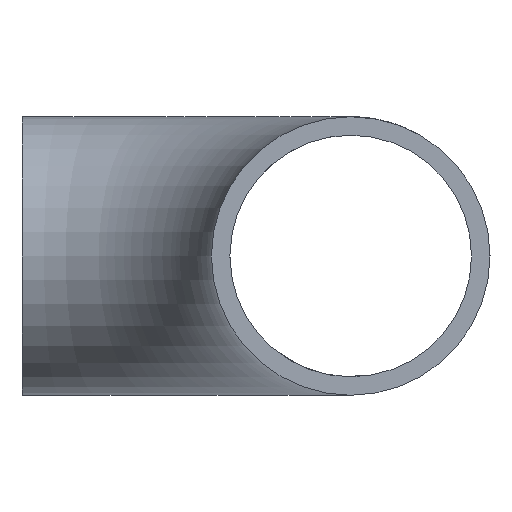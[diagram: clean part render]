
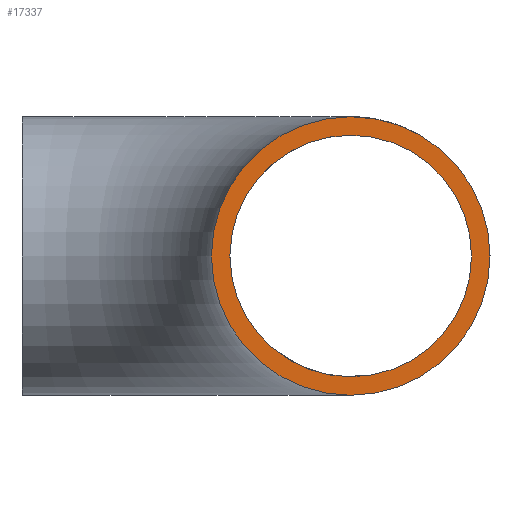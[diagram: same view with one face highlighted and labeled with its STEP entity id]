
A CAD part, left-side view. The second image highlights one B-rep face of the part: STEP entity #17337.
In plain terms, the highlighted planar face has unit normal (-1, 0, 0).
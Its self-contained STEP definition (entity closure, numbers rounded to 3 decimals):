
#159 = CARTESIAN_POINT ( 'NONE',  ( 0., 0., 0. ) ) ;
#647 = DIRECTION ( 'NONE',  ( 0., 0., -1. ) ) ;
#769 = AXIS2_PLACEMENT_3D ( 'NONE', #17819, #13621, #14814 ) ;
#893 = FACE_OUTER_BOUND ( 'NONE', #11582, .T. ) ;
#1465 = CIRCLE ( 'NONE', #11899, 24.15 ) ;
#2245 = EDGE_LOOP ( 'NONE', ( #13818, #10570 ) ) ;
#2391 = CARTESIAN_POINT ( 'NONE',  ( 0., 0., -24.15 ) ) ;
#2501 = CIRCLE ( 'NONE', #3371, 24.15 ) ;
#3371 = AXIS2_PLACEMENT_3D ( 'NONE', #159, #4115, #8468 ) ;
#3430 = ORIENTED_EDGE ( 'NONE', *, *, #3691, .F. ) ;
#3457 = DIRECTION ( 'NONE',  ( 1., 0., 0. ) ) ;
#3691 = EDGE_CURVE ( 'NONE', #9110, #10153, #1465, .T. ) ;
#3829 = FACE_BOUND ( 'NONE', #2245, .T. ) ;
#4115 = DIRECTION ( 'NONE',  ( 1., 0., 0. ) ) ;
#4560 = CARTESIAN_POINT ( 'NONE',  ( 0., 0., -20.95 ) ) ;
#6331 = CARTESIAN_POINT ( 'NONE',  ( 0., 0., 20.95 ) ) ;
#6454 = PLANE ( 'NONE',  #769 ) ;
#7592 = ORIENTED_EDGE ( 'NONE', *, *, #15131, .F. ) ;
#7696 = CARTESIAN_POINT ( 'NONE',  ( 0., 0., 24.15 ) ) ;
#8468 = DIRECTION ( 'NONE',  ( 0., 0., -1. ) ) ;
#8622 = AXIS2_PLACEMENT_3D ( 'NONE', #13144, #11595, #17158 ) ;
#9110 = VERTEX_POINT ( 'NONE', #7696 ) ;
#9504 = CIRCLE ( 'NONE', #8622, 20.95 ) ;
#9914 = EDGE_CURVE ( 'NONE', #15737, #14514, #12538, .T. ) ;
#10153 = VERTEX_POINT ( 'NONE', #2391 ) ;
#10570 = ORIENTED_EDGE ( 'NONE', *, *, #9914, .T. ) ;
#11582 = EDGE_LOOP ( 'NONE', ( #7592, #3430 ) ) ;
#11595 = DIRECTION ( 'NONE',  ( 1., 0., 0. ) ) ;
#11899 = AXIS2_PLACEMENT_3D ( 'NONE', #12132, #3457, #12980 ) ;
#12132 = CARTESIAN_POINT ( 'NONE',  ( 0., 0., 0. ) ) ;
#12538 = CIRCLE ( 'NONE', #15751, 20.95 ) ;
#12980 = DIRECTION ( 'NONE',  ( 0., 0., -1. ) ) ;
#13144 = CARTESIAN_POINT ( 'NONE',  ( 0., 0., 0. ) ) ;
#13621 = DIRECTION ( 'NONE',  ( 1., 0., 0. ) ) ;
#13818 = ORIENTED_EDGE ( 'NONE', *, *, #16640, .T. ) ;
#14118 = CARTESIAN_POINT ( 'NONE',  ( 0., 0., 0. ) ) ;
#14514 = VERTEX_POINT ( 'NONE', #6331 ) ;
#14814 = DIRECTION ( 'NONE',  ( 0., 0., -1. ) ) ;
#15131 = EDGE_CURVE ( 'NONE', #10153, #9110, #2501, .T. ) ;
#15737 = VERTEX_POINT ( 'NONE', #4560 ) ;
#15751 = AXIS2_PLACEMENT_3D ( 'NONE', #14118, #15770, #647 ) ;
#15770 = DIRECTION ( 'NONE',  ( 1., 0., 0. ) ) ;
#16640 = EDGE_CURVE ( 'NONE', #14514, #15737, #9504, .T. ) ;
#17158 = DIRECTION ( 'NONE',  ( 0., 0., -1. ) ) ;
#17337 = ADVANCED_FACE ( 'NONE', ( #3829, #893 ), #6454, .F. ) ;
#17819 = CARTESIAN_POINT ( 'NONE',  ( 0., 0., 0. ) ) ;
